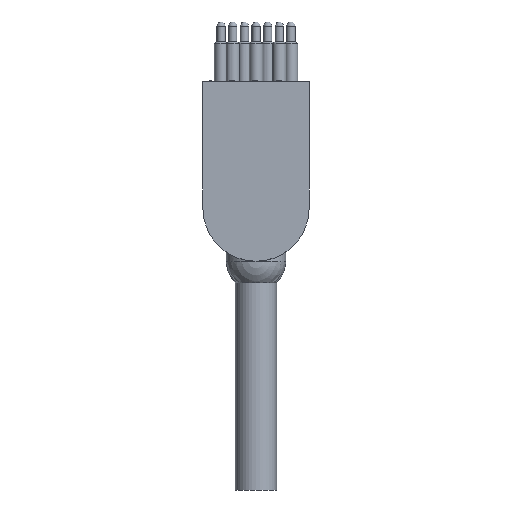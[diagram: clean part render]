
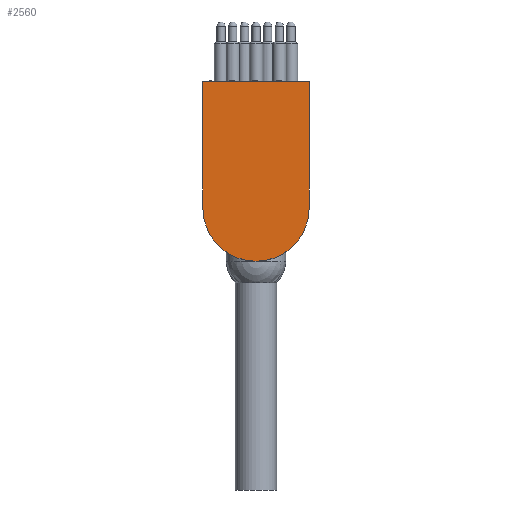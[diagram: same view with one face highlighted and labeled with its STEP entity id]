
A CAD part, front view. The second image highlights one B-rep face of the part: STEP entity #2560.
In plain terms, the highlighted planar face has unit normal (0, -1, 0).
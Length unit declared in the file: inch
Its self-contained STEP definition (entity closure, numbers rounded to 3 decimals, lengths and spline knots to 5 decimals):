
#113=CIRCLE('',#2728,0.5);
#114=CIRCLE('',#2729,0.5);
#407=FACE_OUTER_BOUND('',#557,.T.);
#557=EDGE_LOOP('',(#2065,#2066,#2067,#2068,#2069));
#782=LINE('',#6287,#980);
#783=LINE('',#6289,#981);
#784=LINE('',#6290,#982);
#980=VECTOR('',#3204,39.37008);
#981=VECTOR('',#3205,39.37008);
#982=VECTOR('',#3206,39.37008);
#1038=VERTEX_POINT('',#3784);
#1214=VERTEX_POINT('',#6282);
#1215=VERTEX_POINT('',#6284);
#1216=VERTEX_POINT('',#6286);
#1217=VERTEX_POINT('',#6288);
#1550=EDGE_CURVE('',#1038,#1214,#113,.T.);
#1551=EDGE_CURVE('',#1215,#1038,#114,.T.);
#1552=EDGE_CURVE('',#1216,#1215,#782,.T.);
#1553=EDGE_CURVE('',#1217,#1216,#783,.T.);
#1554=EDGE_CURVE('',#1214,#1217,#784,.T.);
#2065=ORIENTED_EDGE('',*,*,#1550,.F.);
#2066=ORIENTED_EDGE('',*,*,#1551,.F.);
#2067=ORIENTED_EDGE('',*,*,#1552,.F.);
#2068=ORIENTED_EDGE('',*,*,#1553,.F.);
#2069=ORIENTED_EDGE('',*,*,#1554,.F.);
#2450=PLANE('',#2727);
#2560=ADVANCED_FACE('',(#407),#2450,.F.);
#2727=AXIS2_PLACEMENT_3D('',#6281,#3198,#3199);
#2728=AXIS2_PLACEMENT_3D('',#6283,#3200,#3201);
#2729=AXIS2_PLACEMENT_3D('',#6285,#3202,#3203);
#3198=DIRECTION('center_axis',(0.,1.,0.));
#3199=DIRECTION('ref_axis',(0.,0.,1.));
#3200=DIRECTION('center_axis',(0.,1.,0.));
#3201=DIRECTION('ref_axis',(0.,0.,1.));
#3202=DIRECTION('center_axis',(0.,1.,0.));
#3203=DIRECTION('ref_axis',(0.,0.,1.));
#3204=DIRECTION('',(0.,0.,-1.));
#3205=DIRECTION('',(1.,0.,0.));
#3206=DIRECTION('',(0.,0.,1.));
#3784=CARTESIAN_POINT('',(-2.1225,0.5509,12.21627));
#6281=CARTESIAN_POINT('Origin',(-2.1225,0.5509,12.71627));
#6282=CARTESIAN_POINT('',(-2.6225,0.5509,12.71627));
#6283=CARTESIAN_POINT('Origin',(-2.1225,0.5509,12.71627));
#6284=CARTESIAN_POINT('',(-1.6225,0.5509,12.71627));
#6285=CARTESIAN_POINT('Origin',(-2.1225,0.5509,12.71627));
#6286=CARTESIAN_POINT('',(-1.6225,0.5509,13.90377));
#6287=CARTESIAN_POINT('',(-1.6225,0.5509,13.90377));
#6288=CARTESIAN_POINT('',(-2.6225,0.5509,13.90377));
#6289=CARTESIAN_POINT('',(-2.6225,0.5509,13.90377));
#6290=CARTESIAN_POINT('',(-2.6225,0.5509,12.71627));
